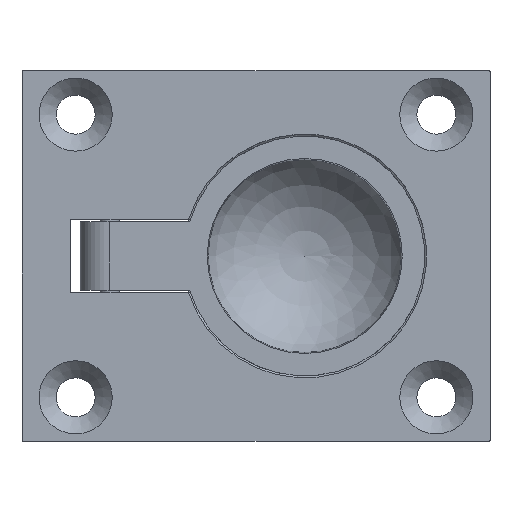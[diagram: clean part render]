
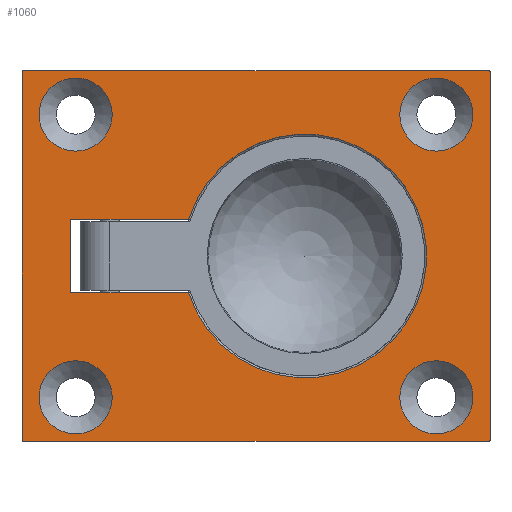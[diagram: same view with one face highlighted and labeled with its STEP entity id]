
A CAD part, top view. The second image highlights one B-rep face of the part: STEP entity #1060.
In plain terms, the highlighted planar face has unit normal (0, 0, 1).
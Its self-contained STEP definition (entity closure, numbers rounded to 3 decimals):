
#68=FACE_BOUND('',#236,.T.);
#69=FACE_BOUND('',#237,.T.);
#70=FACE_BOUND('',#238,.T.);
#71=FACE_BOUND('',#239,.T.);
#72=FACE_BOUND('',#240,.T.);
#93=PLANE('',#1178);
#151=FACE_OUTER_BOUND('',#235,.T.);
#235=EDGE_LOOP('',(#911,#912,#913,#914,#915,#916,#917,#918));
#236=EDGE_LOOP('',(#919));
#237=EDGE_LOOP('',(#920));
#238=EDGE_LOOP('',(#921));
#239=EDGE_LOOP('',(#922));
#240=EDGE_LOOP('',(#923,#924,#925,#926));
#278=LINE('',#1598,#346);
#283=LINE('',#1612,#351);
#303=LINE('',#1893,#371);
#305=LINE('',#1897,#373);
#307=LINE('',#1902,#375);
#311=LINE('',#1913,#379);
#312=LINE('',#1915,#380);
#346=VECTOR('',#1264,47.8);
#351=VECTOR('',#1279,47.8);
#371=VECTOR('',#1431,12.076);
#373=VECTOR('',#1435,7.5);
#375=VECTOR('',#1441,12.076);
#379=VECTOR('',#1459,37.8);
#380=VECTOR('',#1462,37.8);
#397=CIRCLE('',#1082,0.1);
#407=CIRCLE('',#1097,0.1);
#408=CIRCLE('',#1099,0.1);
#409=CIRCLE('',#1102,0.1);
#434=CIRCLE('',#1151,3.75);
#436=CIRCLE('',#1155,3.75);
#438=CIRCLE('',#1159,3.75);
#440=CIRCLE('',#1163,3.75);
#443=CIRCLE('',#1174,12.5);
#466=VERTEX_POINT('',#1554);
#467=VERTEX_POINT('',#1555);
#486=VERTEX_POINT('',#1597);
#487=VERTEX_POINT('',#1601);
#488=VERTEX_POINT('',#1605);
#489=VERTEX_POINT('',#1606);
#490=VERTEX_POINT('',#1611);
#491=VERTEX_POINT('',#1615);
#522=VERTEX_POINT('',#1865);
#524=VERTEX_POINT('',#1871);
#526=VERTEX_POINT('',#1877);
#528=VERTEX_POINT('',#1883);
#530=VERTEX_POINT('',#1890);
#531=VERTEX_POINT('',#1892);
#532=VERTEX_POINT('',#1896);
#533=VERTEX_POINT('',#1901);
#566=EDGE_CURVE('',#466,#467,#397,.T.);
#587=EDGE_CURVE('',#486,#467,#278,.T.);
#589=EDGE_CURVE('',#486,#487,#407,.T.);
#591=EDGE_CURVE('',#488,#489,#408,.T.);
#594=EDGE_CURVE('',#490,#489,#283,.T.);
#596=EDGE_CURVE('',#490,#491,#409,.T.);
#647=EDGE_CURVE('',#522,#522,#434,.T.);
#649=EDGE_CURVE('',#524,#524,#436,.T.);
#651=EDGE_CURVE('',#526,#526,#438,.T.);
#653=EDGE_CURVE('',#528,#528,#440,.T.);
#657=EDGE_CURVE('',#531,#530,#303,.T.);
#659=EDGE_CURVE('',#532,#531,#305,.T.);
#662=EDGE_CURVE('',#533,#532,#307,.T.);
#666=EDGE_CURVE('',#530,#533,#443,.T.);
#667=EDGE_CURVE('',#466,#491,#311,.T.);
#668=EDGE_CURVE('',#488,#487,#312,.T.);
#911=ORIENTED_EDGE('',*,*,#566,.F.);
#912=ORIENTED_EDGE('',*,*,#667,.T.);
#913=ORIENTED_EDGE('',*,*,#596,.F.);
#914=ORIENTED_EDGE('',*,*,#594,.T.);
#915=ORIENTED_EDGE('',*,*,#591,.F.);
#916=ORIENTED_EDGE('',*,*,#668,.T.);
#917=ORIENTED_EDGE('',*,*,#589,.F.);
#918=ORIENTED_EDGE('',*,*,#587,.T.);
#919=ORIENTED_EDGE('',*,*,#647,.T.);
#920=ORIENTED_EDGE('',*,*,#649,.T.);
#921=ORIENTED_EDGE('',*,*,#651,.T.);
#922=ORIENTED_EDGE('',*,*,#653,.T.);
#923=ORIENTED_EDGE('',*,*,#657,.T.);
#924=ORIENTED_EDGE('',*,*,#666,.T.);
#925=ORIENTED_EDGE('',*,*,#662,.T.);
#926=ORIENTED_EDGE('',*,*,#659,.T.);
#1060=ADVANCED_FACE('',(#151,#68,#69,#70,#71,#72),#93,.T.);
#1082=AXIS2_PLACEMENT_3D('',#1556,#1227,#1228);
#1097=AXIS2_PLACEMENT_3D('',#1602,#1268,#1269);
#1099=AXIS2_PLACEMENT_3D('',#1607,#1273,#1274);
#1102=AXIS2_PLACEMENT_3D('',#1616,#1283,#1284);
#1151=AXIS2_PLACEMENT_3D('',#1866,#1397,#1398);
#1155=AXIS2_PLACEMENT_3D('',#1872,#1405,#1406);
#1159=AXIS2_PLACEMENT_3D('',#1878,#1413,#1414);
#1163=AXIS2_PLACEMENT_3D('',#1884,#1421,#1422);
#1174=AXIS2_PLACEMENT_3D('',#1910,#1453,#1454);
#1178=AXIS2_PLACEMENT_3D('',#1916,#1463,#1464);
#1227=DIRECTION('center_axis',(0.,0.,-1.));
#1228=DIRECTION('ref_axis',(-0.707,0.707,0.));
#1264=DIRECTION('',(-1.,0.,0.));
#1268=DIRECTION('center_axis',(0.,0.,-1.));
#1269=DIRECTION('ref_axis',(0.707,0.707,0.));
#1273=DIRECTION('center_axis',(0.,0.,-1.));
#1274=DIRECTION('ref_axis',(0.707,-0.707,0.));
#1279=DIRECTION('',(1.,0.,0.));
#1283=DIRECTION('center_axis',(0.,0.,-1.));
#1284=DIRECTION('ref_axis',(-0.707,-0.707,0.));
#1397=DIRECTION('center_axis',(0.,0.,-1.));
#1398=DIRECTION('ref_axis',(1.,0.,0.));
#1405=DIRECTION('center_axis',(0.,0.,-1.));
#1406=DIRECTION('ref_axis',(1.,0.,0.));
#1413=DIRECTION('center_axis',(0.,0.,-1.));
#1414=DIRECTION('ref_axis',(1.,0.,0.));
#1421=DIRECTION('center_axis',(0.,0.,-1.));
#1422=DIRECTION('ref_axis',(1.,0.,0.));
#1431=DIRECTION('',(1.,0.,0.));
#1435=DIRECTION('',(0.,1.,0.));
#1441=DIRECTION('',(-1.,0.,0.));
#1453=DIRECTION('center_axis',(0.,0.,-1.));
#1454=DIRECTION('ref_axis',(1.,0.,0.));
#1459=DIRECTION('',(0.,-1.,0.));
#1462=DIRECTION('',(0.,1.,0.));
#1463=DIRECTION('center_axis',(0.,0.,1.));
#1464=DIRECTION('ref_axis',(1.,0.,0.));
#1554=CARTESIAN_POINT('',(-24.,18.9,3.));
#1555=CARTESIAN_POINT('',(-23.9,19.,3.));
#1556=CARTESIAN_POINT('Origin',(-23.9,18.9,3.));
#1597=CARTESIAN_POINT('',(23.9,19.,3.));
#1598=CARTESIAN_POINT('',(24.,19.,3.));
#1601=CARTESIAN_POINT('',(24.,18.9,3.));
#1602=CARTESIAN_POINT('Origin',(23.9,18.9,3.));
#1605=CARTESIAN_POINT('',(24.,-18.9,3.));
#1606=CARTESIAN_POINT('',(23.9,-19.,3.));
#1607=CARTESIAN_POINT('Origin',(23.9,-18.9,3.));
#1611=CARTESIAN_POINT('',(-23.9,-19.,3.));
#1612=CARTESIAN_POINT('',(-24.,-19.,3.));
#1615=CARTESIAN_POINT('',(-24.,-18.9,3.));
#1616=CARTESIAN_POINT('Origin',(-23.9,-18.9,3.));
#1865=CARTESIAN_POINT('',(22.25,14.5,3.));
#1866=CARTESIAN_POINT('Origin',(18.5,14.5,3.));
#1871=CARTESIAN_POINT('',(-14.75,-14.5,3.));
#1872=CARTESIAN_POINT('Origin',(-18.5,-14.5,3.));
#1877=CARTESIAN_POINT('',(-14.75,14.5,3.));
#1878=CARTESIAN_POINT('Origin',(-18.5,14.5,3.));
#1883=CARTESIAN_POINT('',(22.25,-14.5,3.));
#1884=CARTESIAN_POINT('Origin',(18.5,-14.5,3.));
#1890=CARTESIAN_POINT('',(-6.924,3.75,3.));
#1892=CARTESIAN_POINT('',(-19.,3.75,3.));
#1893=CARTESIAN_POINT('',(-9.5,3.75,3.));
#1896=CARTESIAN_POINT('',(-19.,-3.75,3.));
#1897=CARTESIAN_POINT('',(-19.,-1.875,3.));
#1901=CARTESIAN_POINT('',(-6.924,-3.75,3.));
#1902=CARTESIAN_POINT('',(0.593,-3.75,3.));
#1910=CARTESIAN_POINT('Origin',(5.,0.,3.));
#1913=CARTESIAN_POINT('',(-24.,19.,3.));
#1915=CARTESIAN_POINT('',(24.,-19.,3.));
#1916=CARTESIAN_POINT('Origin',(0.,0.,3.));
